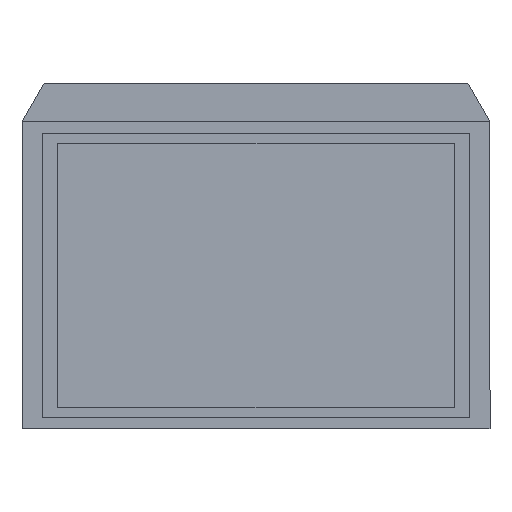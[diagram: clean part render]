
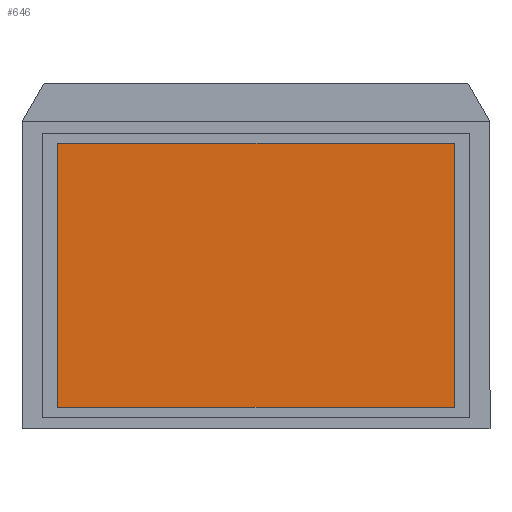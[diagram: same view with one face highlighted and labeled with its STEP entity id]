
A CAD part, top view. The second image highlights one B-rep face of the part: STEP entity #646.
In plain terms, the highlighted planar face has unit normal (0, 0, 1).
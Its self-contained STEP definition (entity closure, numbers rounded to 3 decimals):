
#52=FACE_OUTER_BOUND('',#90,.T.);
#90=EDGE_LOOP('',(#488,#489,#490,#491));
#142=LINE('',#953,#226);
#145=LINE('',#959,#229);
#148=LINE('',#965,#232);
#151=LINE('',#969,#235);
#226=VECTOR('',#782,10.);
#229=VECTOR('',#787,10.);
#232=VECTOR('',#792,10.);
#235=VECTOR('',#797,10.);
#302=VERTEX_POINT('',#950);
#303=VERTEX_POINT('',#952);
#305=VERTEX_POINT('',#958);
#307=VERTEX_POINT('',#964);
#366=EDGE_CURVE('',#303,#302,#142,.T.);
#369=EDGE_CURVE('',#305,#303,#145,.T.);
#372=EDGE_CURVE('',#307,#305,#148,.T.);
#375=EDGE_CURVE('',#302,#307,#151,.T.);
#488=ORIENTED_EDGE('',*,*,#375,.T.);
#489=ORIENTED_EDGE('',*,*,#372,.T.);
#490=ORIENTED_EDGE('',*,*,#369,.T.);
#491=ORIENTED_EDGE('',*,*,#366,.T.);
#608=PLANE('',#703);
#646=ADVANCED_FACE('',(#52),#608,.T.);
#703=AXIS2_PLACEMENT_3D('',#970,#798,#799);
#782=DIRECTION('',(0.,-1.,0.));
#787=DIRECTION('',(-1.,0.,0.));
#792=DIRECTION('',(0.,1.,0.));
#797=DIRECTION('',(1.,0.,0.));
#798=DIRECTION('center_axis',(0.,0.,1.));
#799=DIRECTION('ref_axis',(1.,0.,0.));
#950=CARTESIAN_POINT('',(-45.69,-21.39,1.6));
#952=CARTESIAN_POINT('',(-45.69,26.59,1.6));
#953=CARTESIAN_POINT('',(-45.69,-21.39,1.6));
#958=CARTESIAN_POINT('',(26.29,26.59,1.6));
#959=CARTESIAN_POINT('',(-45.69,26.59,1.6));
#964=CARTESIAN_POINT('',(26.29,-21.39,1.6));
#965=CARTESIAN_POINT('',(26.29,26.59,1.6));
#969=CARTESIAN_POINT('',(26.29,-21.39,1.6));
#970=CARTESIAN_POINT('Origin',(-9.7,6.1,1.6));
